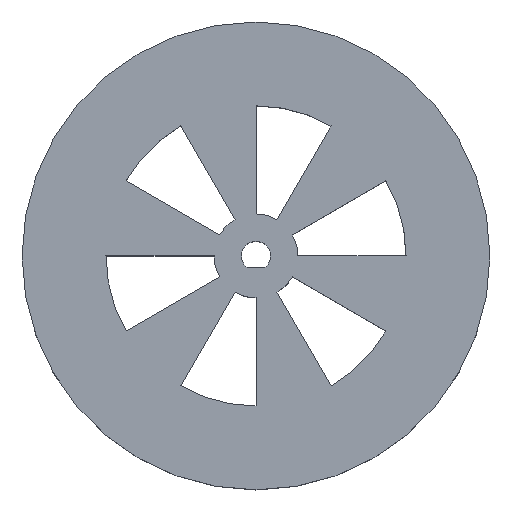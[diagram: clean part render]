
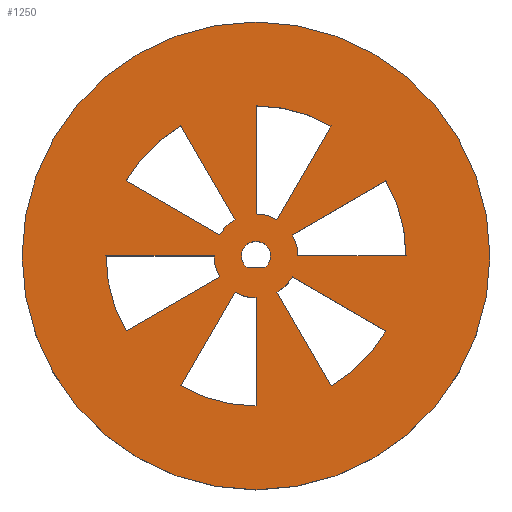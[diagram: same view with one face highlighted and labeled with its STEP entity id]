
A CAD part, top view. The second image highlights one B-rep face of the part: STEP entity #1250.
In plain terms, the highlighted planar face has unit normal (0, 0, 1).
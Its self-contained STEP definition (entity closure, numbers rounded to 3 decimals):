
#34=FACE_BOUND('',#219,.T.);
#35=FACE_BOUND('',#220,.T.);
#36=FACE_BOUND('',#221,.T.);
#37=FACE_BOUND('',#222,.T.);
#38=FACE_BOUND('',#223,.T.);
#39=FACE_BOUND('',#224,.T.);
#40=FACE_BOUND('',#225,.T.);
#77=PLANE('',#1393);
#139=FACE_OUTER_BOUND('',#218,.T.);
#218=EDGE_LOOP('',(#1105));
#219=EDGE_LOOP('',(#1106,#1107,#1108,#1109));
#220=EDGE_LOOP('',(#1110,#1111,#1112,#1113));
#221=EDGE_LOOP('',(#1114,#1115,#1116,#1117));
#222=EDGE_LOOP('',(#1118,#1119,#1120,#1121));
#223=EDGE_LOOP('',(#1122,#1123,#1124,#1125));
#224=EDGE_LOOP('',(#1126,#1127,#1128,#1129));
#225=EDGE_LOOP('',(#1130,#1131));
#293=LINE('',#1965,#402);
#297=LINE('',#1975,#406);
#300=LINE('',#1983,#409);
#304=LINE('',#1995,#413);
#309=LINE('',#2013,#418);
#313=LINE('',#2023,#422);
#317=LINE('',#2037,#426);
#321=LINE('',#2047,#430);
#325=LINE('',#2061,#434);
#329=LINE('',#2071,#438);
#333=LINE('',#2085,#442);
#337=LINE('',#2095,#446);
#340=LINE('',#2103,#449);
#402=VECTOR('',#1606,10.);
#406=VECTOR('',#1618,10.);
#409=VECTOR('',#1623,10.);
#413=VECTOR('',#1635,10.);
#418=VECTOR('',#1654,10.);
#422=VECTOR('',#1666,10.);
#426=VECTOR('',#1678,10.);
#430=VECTOR('',#1690,10.);
#434=VECTOR('',#1702,10.);
#438=VECTOR('',#1714,10.);
#442=VECTOR('',#1726,10.);
#446=VECTOR('',#1738,10.);
#449=VECTOR('',#1743,10.);
#491=CIRCLE('',#1340,26.831);
#493=CIRCLE('',#1344,7.5);
#495=CIRCLE('',#1349,26.831);
#497=CIRCLE('',#1353,7.5);
#499=CIRCLE('',#1356,26.831);
#501=CIRCLE('',#1360,7.5);
#503=CIRCLE('',#1364,26.831);
#505=CIRCLE('',#1368,7.5);
#507=CIRCLE('',#1372,26.831);
#509=CIRCLE('',#1376,7.5);
#511=CIRCLE('',#1380,26.831);
#513=CIRCLE('',#1384,7.5);
#515=CIRCLE('',#1389,2.6);
#516=CIRCLE('',#1391,41.831);
#582=VERTEX_POINT('',#1956);
#583=VERTEX_POINT('',#1958);
#585=VERTEX_POINT('',#1964);
#587=VERTEX_POINT('',#1970);
#590=VERTEX_POINT('',#1980);
#591=VERTEX_POINT('',#1982);
#593=VERTEX_POINT('',#1988);
#595=VERTEX_POINT('',#1994);
#598=VERTEX_POINT('',#2004);
#599=VERTEX_POINT('',#2006);
#601=VERTEX_POINT('',#2012);
#603=VERTEX_POINT('',#2018);
#606=VERTEX_POINT('',#2028);
#607=VERTEX_POINT('',#2030);
#609=VERTEX_POINT('',#2036);
#611=VERTEX_POINT('',#2042);
#614=VERTEX_POINT('',#2052);
#615=VERTEX_POINT('',#2054);
#617=VERTEX_POINT('',#2060);
#619=VERTEX_POINT('',#2066);
#622=VERTEX_POINT('',#2076);
#623=VERTEX_POINT('',#2078);
#625=VERTEX_POINT('',#2084);
#627=VERTEX_POINT('',#2090);
#630=VERTEX_POINT('',#2100);
#631=VERTEX_POINT('',#2102);
#632=VERTEX_POINT('',#2109);
#730=EDGE_CURVE('',#583,#582,#491,.T.);
#733=EDGE_CURVE('',#585,#583,#293,.T.);
#736=EDGE_CURVE('',#587,#585,#493,.T.);
#739=EDGE_CURVE('',#582,#587,#297,.T.);
#742=EDGE_CURVE('',#591,#590,#300,.T.);
#745=EDGE_CURVE('',#593,#591,#495,.T.);
#748=EDGE_CURVE('',#595,#593,#304,.T.);
#751=EDGE_CURVE('',#590,#595,#497,.T.);
#754=EDGE_CURVE('',#599,#598,#499,.T.);
#757=EDGE_CURVE('',#601,#599,#309,.T.);
#760=EDGE_CURVE('',#603,#601,#501,.T.);
#763=EDGE_CURVE('',#598,#603,#313,.T.);
#766=EDGE_CURVE('',#607,#606,#503,.T.);
#769=EDGE_CURVE('',#609,#607,#317,.T.);
#772=EDGE_CURVE('',#611,#609,#505,.T.);
#775=EDGE_CURVE('',#606,#611,#321,.T.);
#778=EDGE_CURVE('',#615,#614,#507,.T.);
#781=EDGE_CURVE('',#617,#615,#325,.T.);
#784=EDGE_CURVE('',#619,#617,#509,.T.);
#787=EDGE_CURVE('',#614,#619,#329,.T.);
#790=EDGE_CURVE('',#623,#622,#511,.T.);
#793=EDGE_CURVE('',#625,#623,#333,.T.);
#796=EDGE_CURVE('',#627,#625,#513,.T.);
#799=EDGE_CURVE('',#622,#627,#337,.T.);
#802=EDGE_CURVE('',#631,#630,#340,.T.);
#805=EDGE_CURVE('',#630,#631,#515,.T.);
#806=EDGE_CURVE('',#632,#632,#516,.T.);
#1105=ORIENTED_EDGE('',*,*,#806,.T.);
#1106=ORIENTED_EDGE('',*,*,#736,.T.);
#1107=ORIENTED_EDGE('',*,*,#733,.T.);
#1108=ORIENTED_EDGE('',*,*,#730,.T.);
#1109=ORIENTED_EDGE('',*,*,#739,.T.);
#1110=ORIENTED_EDGE('',*,*,#748,.T.);
#1111=ORIENTED_EDGE('',*,*,#745,.T.);
#1112=ORIENTED_EDGE('',*,*,#742,.T.);
#1113=ORIENTED_EDGE('',*,*,#751,.T.);
#1114=ORIENTED_EDGE('',*,*,#760,.T.);
#1115=ORIENTED_EDGE('',*,*,#757,.T.);
#1116=ORIENTED_EDGE('',*,*,#754,.T.);
#1117=ORIENTED_EDGE('',*,*,#763,.T.);
#1118=ORIENTED_EDGE('',*,*,#772,.T.);
#1119=ORIENTED_EDGE('',*,*,#769,.T.);
#1120=ORIENTED_EDGE('',*,*,#766,.T.);
#1121=ORIENTED_EDGE('',*,*,#775,.T.);
#1122=ORIENTED_EDGE('',*,*,#784,.T.);
#1123=ORIENTED_EDGE('',*,*,#781,.T.);
#1124=ORIENTED_EDGE('',*,*,#778,.T.);
#1125=ORIENTED_EDGE('',*,*,#787,.T.);
#1126=ORIENTED_EDGE('',*,*,#796,.T.);
#1127=ORIENTED_EDGE('',*,*,#793,.T.);
#1128=ORIENTED_EDGE('',*,*,#790,.T.);
#1129=ORIENTED_EDGE('',*,*,#799,.T.);
#1130=ORIENTED_EDGE('',*,*,#805,.T.);
#1131=ORIENTED_EDGE('',*,*,#802,.T.);
#1250=ADVANCED_FACE('',(#139,#34,#35,#36,#37,#38,#39,#40),#77,.T.);
#1340=AXIS2_PLACEMENT_3D('',#1959,#1600,#1601);
#1344=AXIS2_PLACEMENT_3D('',#1971,#1612,#1613);
#1349=AXIS2_PLACEMENT_3D('',#1989,#1629,#1630);
#1353=AXIS2_PLACEMENT_3D('',#1999,#1641,#1642);
#1356=AXIS2_PLACEMENT_3D('',#2007,#1648,#1649);
#1360=AXIS2_PLACEMENT_3D('',#2019,#1660,#1661);
#1364=AXIS2_PLACEMENT_3D('',#2031,#1672,#1673);
#1368=AXIS2_PLACEMENT_3D('',#2043,#1684,#1685);
#1372=AXIS2_PLACEMENT_3D('',#2055,#1696,#1697);
#1376=AXIS2_PLACEMENT_3D('',#2067,#1708,#1709);
#1380=AXIS2_PLACEMENT_3D('',#2079,#1720,#1721);
#1384=AXIS2_PLACEMENT_3D('',#2091,#1732,#1733);
#1389=AXIS2_PLACEMENT_3D('',#2107,#1749,#1750);
#1391=AXIS2_PLACEMENT_3D('',#2110,#1753,#1754);
#1393=AXIS2_PLACEMENT_3D('',#2114,#1758,#1759);
#1600=DIRECTION('center_axis',(0.,0.,-1.));
#1601=DIRECTION('ref_axis',(1.,0.,0.));
#1606=DIRECTION('',(0.866,0.5,0.));
#1612=DIRECTION('center_axis',(0.,0.,1.));
#1613=DIRECTION('ref_axis',(1.,0.,0.));
#1618=DIRECTION('',(-1.,0.,0.));
#1623=DIRECTION('',(0.5,0.866,0.));
#1629=DIRECTION('center_axis',(0.,0.,-1.));
#1630=DIRECTION('ref_axis',(1.,0.,0.));
#1635=DIRECTION('',(0.,-1.,0.));
#1641=DIRECTION('center_axis',(0.,0.,1.));
#1642=DIRECTION('ref_axis',(1.,0.,0.));
#1648=DIRECTION('center_axis',(0.,0.,-1.));
#1649=DIRECTION('ref_axis',(1.,0.,0.));
#1654=DIRECTION('',(-0.866,-0.5,0.));
#1660=DIRECTION('center_axis',(0.,0.,1.));
#1661=DIRECTION('ref_axis',(1.,0.,0.));
#1666=DIRECTION('',(1.,0.,0.));
#1672=DIRECTION('center_axis',(0.,0.,-1.));
#1673=DIRECTION('ref_axis',(1.,0.,0.));
#1678=DIRECTION('',(0.866,-0.5,0.));
#1684=DIRECTION('center_axis',(0.,0.,1.));
#1685=DIRECTION('ref_axis',(1.,0.,0.));
#1690=DIRECTION('',(-0.5,0.866,0.));
#1696=DIRECTION('center_axis',(0.,0.,-1.));
#1697=DIRECTION('ref_axis',(1.,0.,0.));
#1702=DIRECTION('',(0.,1.,0.));
#1708=DIRECTION('center_axis',(0.,0.,1.));
#1709=DIRECTION('ref_axis',(1.,0.,0.));
#1714=DIRECTION('',(-0.5,-0.866,0.));
#1720=DIRECTION('center_axis',(0.,0.,-1.));
#1721=DIRECTION('ref_axis',(1.,0.,0.));
#1726=DIRECTION('',(-0.866,0.5,0.));
#1732=DIRECTION('center_axis',(0.,0.,1.));
#1733=DIRECTION('ref_axis',(1.,0.,0.));
#1738=DIRECTION('',(0.5,-0.866,0.));
#1743=DIRECTION('',(-1.,0.,0.));
#1749=DIRECTION('center_axis',(0.,0.,-1.));
#1750=DIRECTION('ref_axis',(1.,0.,0.));
#1753=DIRECTION('center_axis',(0.,0.,1.));
#1754=DIRECTION('ref_axis',(-1.,0.,0.));
#1758=DIRECTION('center_axis',(0.,0.,1.));
#1759=DIRECTION('ref_axis',(-1.,0.,0.));
#1956=CARTESIAN_POINT('',(26.831,0.,14.));
#1958=CARTESIAN_POINT('',(23.236,13.416,14.));
#1959=CARTESIAN_POINT('Origin',(0.,0.,14.));
#1964=CARTESIAN_POINT('',(6.495,3.75,14.));
#1965=CARTESIAN_POINT('',(11.618,6.708,14.));
#1970=CARTESIAN_POINT('',(7.5,0.,14.));
#1971=CARTESIAN_POINT('Origin',(0.,0.,14.));
#1975=CARTESIAN_POINT('',(3.75,0.,14.));
#1980=CARTESIAN_POINT('',(-3.75,-6.495,14.));
#1982=CARTESIAN_POINT('',(-13.416,-23.236,14.));
#1983=CARTESIAN_POINT('',(-1.875,-3.248,14.));
#1988=CARTESIAN_POINT('',(0.,-26.831,14.));
#1989=CARTESIAN_POINT('Origin',(0.,0.,14.));
#1994=CARTESIAN_POINT('',(0.,-7.5,14.));
#1995=CARTESIAN_POINT('',(0.,-13.416,14.));
#1999=CARTESIAN_POINT('Origin',(0.,0.,14.));
#2004=CARTESIAN_POINT('',(-26.831,0.,14.));
#2006=CARTESIAN_POINT('',(-23.236,-13.416,14.));
#2007=CARTESIAN_POINT('Origin',(0.,0.,14.));
#2012=CARTESIAN_POINT('',(-6.495,-3.75,14.));
#2013=CARTESIAN_POINT('',(-11.618,-6.708,14.));
#2018=CARTESIAN_POINT('',(-7.5,0.,14.));
#2019=CARTESIAN_POINT('Origin',(0.,0.,14.));
#2023=CARTESIAN_POINT('',(-3.75,0.,14.));
#2028=CARTESIAN_POINT('',(13.416,-23.236,14.));
#2030=CARTESIAN_POINT('',(23.236,-13.416,14.));
#2031=CARTESIAN_POINT('Origin',(0.,0.,14.));
#2036=CARTESIAN_POINT('',(6.495,-3.75,14.));
#2037=CARTESIAN_POINT('',(11.618,-6.708,14.));
#2042=CARTESIAN_POINT('',(3.75,-6.495,14.));
#2043=CARTESIAN_POINT('Origin',(0.,0.,14.));
#2047=CARTESIAN_POINT('',(1.875,-3.248,14.));
#2052=CARTESIAN_POINT('',(13.416,23.236,14.));
#2054=CARTESIAN_POINT('',(0.,26.831,14.));
#2055=CARTESIAN_POINT('Origin',(0.,0.,14.));
#2060=CARTESIAN_POINT('',(0.,7.5,14.));
#2061=CARTESIAN_POINT('',(0.,13.416,14.));
#2066=CARTESIAN_POINT('',(3.75,6.495,14.));
#2067=CARTESIAN_POINT('Origin',(0.,0.,14.));
#2071=CARTESIAN_POINT('',(1.875,3.248,14.));
#2076=CARTESIAN_POINT('',(-13.416,23.236,14.));
#2078=CARTESIAN_POINT('',(-23.236,13.416,14.));
#2079=CARTESIAN_POINT('Origin',(0.,0.,14.));
#2084=CARTESIAN_POINT('',(-6.495,3.75,14.));
#2085=CARTESIAN_POINT('',(-11.618,6.708,14.));
#2090=CARTESIAN_POINT('',(-3.75,6.495,14.));
#2091=CARTESIAN_POINT('Origin',(0.,0.,14.));
#2095=CARTESIAN_POINT('',(-1.875,3.248,14.));
#2100=CARTESIAN_POINT('',(-1.533,-2.1,14.));
#2102=CARTESIAN_POINT('',(1.533,-2.1,14.));
#2103=CARTESIAN_POINT('',(-0.766,-2.1,14.));
#2107=CARTESIAN_POINT('Origin',(0.,0.,14.));
#2109=CARTESIAN_POINT('',(41.831,0.,14.));
#2110=CARTESIAN_POINT('Origin',(0.,0.,14.));
#2114=CARTESIAN_POINT('Origin',(0.,0.,14.));
